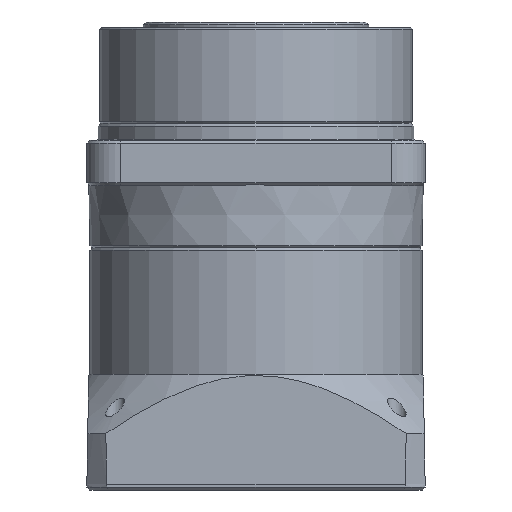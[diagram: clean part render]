
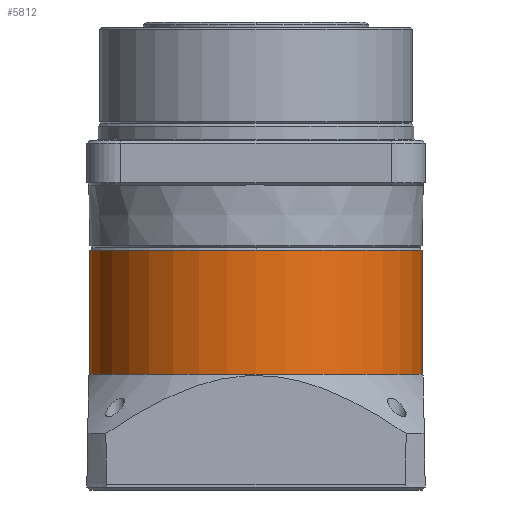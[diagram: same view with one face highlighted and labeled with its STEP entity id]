
A CAD part, front view. The second image highlights one B-rep face of the part: STEP entity #5812.
In plain terms, the highlighted cylindrical face has radius 29.5 mm (diameter 59 mm), a partial arc.
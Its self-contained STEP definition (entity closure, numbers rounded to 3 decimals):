
#412 = CIRCLE ( 'NONE', #15420, 29.5 ) ;
#855 = EDGE_CURVE ( 'NONE', #4443, #10298, #7916, .T. ) ;
#1860 = EDGE_LOOP ( 'NONE', ( #19403, #17034, #15617, #15086, #12868 ) ) ;
#1896 = CARTESIAN_POINT ( 'NONE',  ( -29.5, 0., -0.5 ) ) ;
#2130 = DIRECTION ( 'NONE',  ( 0., 0., 1. ) ) ;
#2823 = LINE ( 'NONE', #13320, #19398 ) ;
#2851 = CARTESIAN_POINT ( 'NONE',  ( 29.5, 0., -22.5 ) ) ;
#3559 = EDGE_CURVE ( 'NONE', #11282, #20406, #2823, .T. ) ;
#3657 = CARTESIAN_POINT ( 'NONE',  ( 0., 0., -0.5 ) ) ;
#3772 = AXIS2_PLACEMENT_3D ( 'NONE', #5153, #2130, #5081 ) ;
#4084 = EDGE_CURVE ( 'NONE', #11818, #11282, #20597, .T. ) ;
#4443 = VERTEX_POINT ( 'NONE', #7684 ) ;
#4661 = CYLINDRICAL_SURFACE ( 'NONE', #3772, 29.5 ) ;
#5081 = DIRECTION ( 'NONE',  ( 1., 0., 0. ) ) ;
#5153 = CARTESIAN_POINT ( 'NONE',  ( 0., 0., 0. ) ) ;
#5812 = ADVANCED_FACE ( 'NONE', ( #14731 ), #4661, .T. ) ;
#7292 = CARTESIAN_POINT ( 'NONE',  ( 0., -29.5, -0.5 ) ) ;
#7340 = DIRECTION ( 'NONE',  ( 0., 0., -1. ) ) ;
#7410 = DIRECTION ( 'NONE',  ( 1., 0., 0. ) ) ;
#7684 = CARTESIAN_POINT ( 'NONE',  ( 29.5, 0., -0.5 ) ) ;
#7916 = CIRCLE ( 'NONE', #13650, 29.5 ) ;
#8935 = AXIS2_PLACEMENT_3D ( 'NONE', #14076, #13775, #13509 ) ;
#10298 = VERTEX_POINT ( 'NONE', #7292 ) ;
#11282 = VERTEX_POINT ( 'NONE', #20369 ) ;
#11818 = VERTEX_POINT ( 'NONE', #2851 ) ;
#11958 = DIRECTION ( 'NONE',  ( 0., 0., -1. ) ) ;
#12194 = DIRECTION ( 'NONE',  ( 0., 0., 1. ) ) ;
#12868 = ORIENTED_EDGE ( 'NONE', *, *, #16990, .T. ) ;
#12997 = VECTOR ( 'NONE', #19083, 1000. ) ;
#13320 = CARTESIAN_POINT ( 'NONE',  ( -29.5, 0., 0. ) ) ;
#13509 = DIRECTION ( 'NONE',  ( -1., 0., 0. ) ) ;
#13650 = AXIS2_PLACEMENT_3D ( 'NONE', #3657, #11958, #7410 ) ;
#13775 = DIRECTION ( 'NONE',  ( 0., 0., -1. ) ) ;
#14076 = CARTESIAN_POINT ( 'NONE',  ( 0., 0., -22.5 ) ) ;
#14731 = FACE_OUTER_BOUND ( 'NONE', #1860, .T. ) ;
#15086 = ORIENTED_EDGE ( 'NONE', *, *, #855, .T. ) ;
#15420 = AXIS2_PLACEMENT_3D ( 'NONE', #16958, #7340, #18545 ) ;
#15617 = ORIENTED_EDGE ( 'NONE', *, *, #19111, .T. ) ;
#16958 = CARTESIAN_POINT ( 'NONE',  ( 0., 0., -0.5 ) ) ;
#16990 = EDGE_CURVE ( 'NONE', #10298, #20406, #412, .T. ) ;
#17034 = ORIENTED_EDGE ( 'NONE', *, *, #4084, .F. ) ;
#17281 = LINE ( 'NONE', #17477, #12997 ) ;
#17477 = CARTESIAN_POINT ( 'NONE',  ( 29.5, 0., 0. ) ) ;
#18545 = DIRECTION ( 'NONE',  ( 1., 0., 0. ) ) ;
#19083 = DIRECTION ( 'NONE',  ( 0., 0., 1. ) ) ;
#19111 = EDGE_CURVE ( 'NONE', #11818, #4443, #17281, .T. ) ;
#19398 = VECTOR ( 'NONE', #12194, 1000. ) ;
#19403 = ORIENTED_EDGE ( 'NONE', *, *, #3559, .F. ) ;
#20369 = CARTESIAN_POINT ( 'NONE',  ( -29.5, 0., -22.5 ) ) ;
#20406 = VERTEX_POINT ( 'NONE', #1896 ) ;
#20597 = CIRCLE ( 'NONE', #8935, 29.5 ) ;
